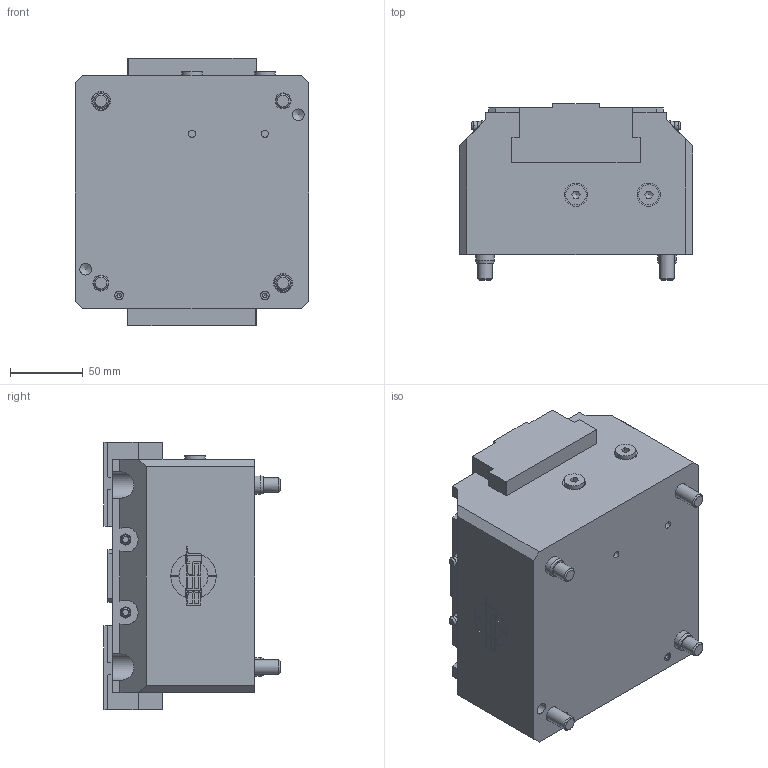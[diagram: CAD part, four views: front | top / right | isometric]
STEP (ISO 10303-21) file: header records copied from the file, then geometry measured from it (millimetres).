
FILE_DESCRIPTION(/* description */ ('Hydr. Zentrierspanner BSH-160-SH'),/* implementation_level */ '2;1');
FILE_NAME(/* name */ '100-0160-005-Kunde (verstellbar).stp',/* time_stamp */ '2019-02-27T16:04:32+01:00',/* author */ ('adam'),/* organization */ (''),/* preprocessor_version */ 'ST-DEVELOPER v16.5',/* originating_system */ 'Autodesk Inventor 2017',/* authorisation */ '');
FILE_SCHEMA (('CONFIG_CONTROL_DESIGN'));
Length unit declared in the file: millimetre
Products named in the file (3): 100-0160-005-Kunde (verstellbar); 100-0160-005-Basis (verstellbar); 100-0160-005-Backe (verstellbar)
Assembly tree (3 placements, depth 2):
  100-0160-005-Kunde (verstellbar)
    100-0160-005-Basis (verstellbar)
    100-0160-005-Backe (verstellbar)  x2
Bounding box: 160 x 121 x 183.4 mm (x, y, z)
Volume: 2385107.2 mm3; surface area: 215540.1 mm2
Topology: 3 solids, 5 shells, 588 faces, 1467 edges, 927 vertices
Faces by surface type: plane 336, cylinder 135, cone 97, torus 16, sphere 4
Full cylindrical faces by diameter (mm): 3 x6, 4.134 x1, 4.917 x6, 6 x2, 6.647 x20, 8 x2, 8.566 x2, 10 x4, 11 x4, 14 x2, 16 x6, 18 x4
Entity records: 15360 total; most frequent: CARTESIAN_POINT 2770, DIRECTION 2473, ORIENTED_EDGE 2370, EDGE_CURVE 1173, AXIS2_PLACEMENT_3D 887, VERTEX_POINT 788, LINE 699, VECTOR 699
